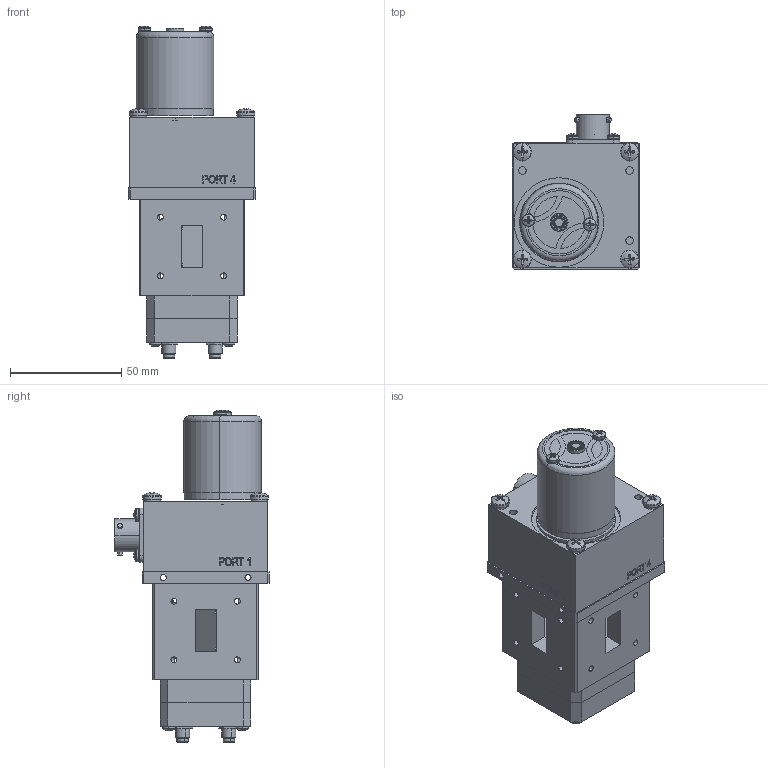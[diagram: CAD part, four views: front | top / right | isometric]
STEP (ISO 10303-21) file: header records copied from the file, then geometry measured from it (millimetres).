
FILE_DESCRIPTION (( 'STEP AP203' ), '1' );
FILE_NAME ('WR75_WG-COAX_STD_SMI.STEP', '2024-03-06T14:59:22', ( '' ), ( '' ), 'SwSTEP 2.0', 'SolidWorks 2023', '' );
FILE_SCHEMA (( 'CONFIG_CONTROL_DESIGN' ));
Length unit declared in the file: inch
Products named in the file (1): WR75_WG-COAX_STD_SMI
Bounding box: 57.15 x 69.44 x 149.37 mm (x, y, z)
Surface area: 49947.1 mm2 (no closed solid volume)
Topology: 0 solids, 57 shells, 817 faces, 2873 edges, 2070 vertices
Faces by surface type: plane 422, cylinder 227, cone 48, bspline 46, torus 46, sphere 28
Entity records: 38128 total; most frequent: CARTESIAN_POINT 14245, DIRECTION 4838, ORIENTED_EDGE 4409, EDGE_CURVE 2873, VERTEX_POINT 2070, AXIS2_PLACEMENT_3D 1755, LINE 1328, VECTOR 1328
